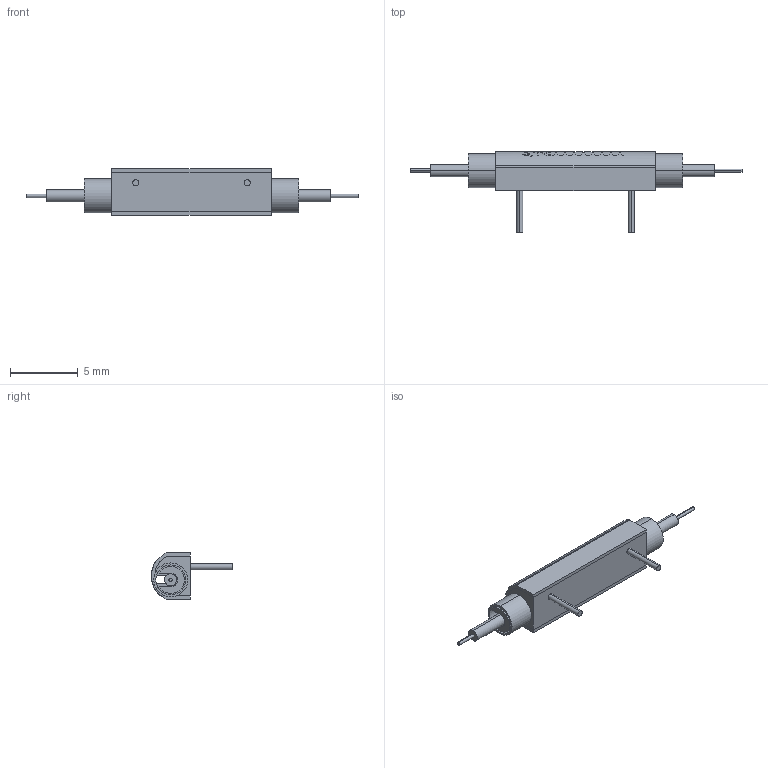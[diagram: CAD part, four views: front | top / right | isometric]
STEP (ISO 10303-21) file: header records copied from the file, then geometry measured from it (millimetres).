
FILE_DESCRIPTION (( 'STEP AP203' ), '1' );
FILE_NAME ('FVOA-NEW.STEP', '2022-07-25T19:42:40', ( 'cad' ), ( '' ), 'SwSTEP 2.0', 'SolidWorks 2017', '' );
FILE_SCHEMA (( 'CONFIG_CONTROL_DESIGN' ));
Length unit declared in the file: millimetre
Products named in the file (8): Part21^FVOA-NEW DESIGN; Frame-FVOA; Part22^FVOA-NEW DESIGN; PIN 2; base -FVOA; Cover-FVOA; FVOA-NEW; Metal tubing
Assembly tree (9 placements, depth 3):
  FVOA-NEW
    Cover-FVOA
    Part21^FVOA-NEW DESIGN
    Part22^FVOA-NEW DESIGN
    Metal tubing  x2
    Frame-FVOA
      base -FVOA
      PIN 2  x2
Bounding box: 24.5 x 5.97 x 3.45 mm (x, y, z)
Volume: 83.3 mm3; surface area: 471.8 mm2
Topology: 10 solids, 10 shells, 119 faces, 421 edges, 351 vertices
Faces by surface type: cylinder 68, plane 51
Entity records: 5826 total; most frequent: CARTESIAN_POINT 1538, ORIENTED_EDGE 806, DIRECTION 617, EDGE_CURVE 403, VERTEX_POINT 339, AXIS2_PLACEMENT_3D 219, VECTOR 179, LINE 179
